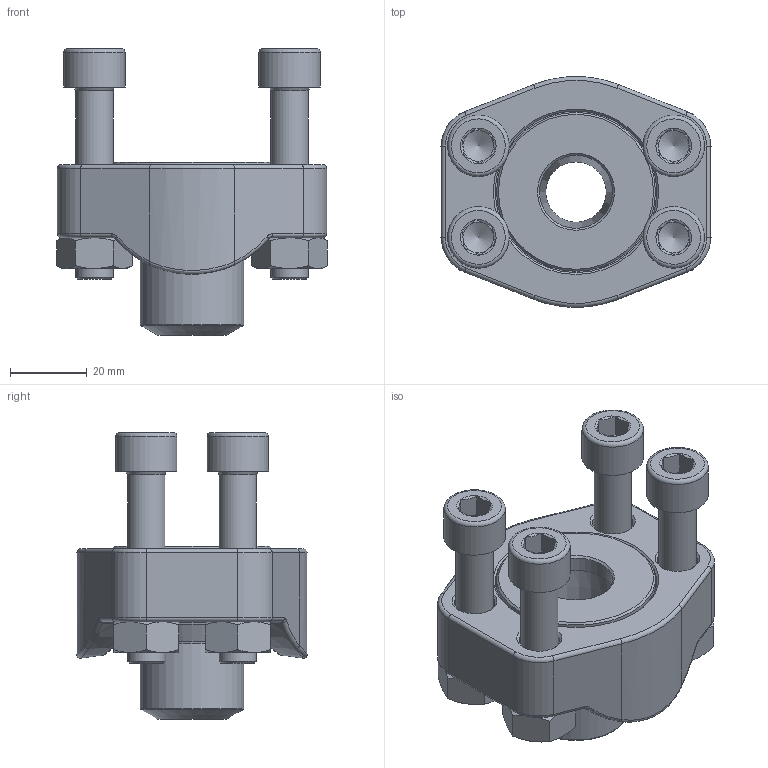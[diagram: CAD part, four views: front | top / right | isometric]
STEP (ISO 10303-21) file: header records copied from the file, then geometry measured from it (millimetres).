
FILE_DESCRIPTION(/* description */ (''),/* implementation_level */ '2;1');
FILE_NAME(/* name */ 'AFG19-620.stp',/* time_stamp */ '2025-01-14T15:05:22+01:00',/* author */ (''),/* organization */ (''),/* preprocessor_version */ 'ST-DEVELOPER v16',/* originating_system */ 'SIEMENS PLM Software NX 10.0',/* authorisation */ '');
FILE_SCHEMA (('AUTOMOTIVE_DESIGN { 1 0 10303 214 3 1 1 1 }'));
Length unit declared in the file: millimetre
Products named in the file (5): X-AFK19-6; X-AFV19-6; X-FM10; X-M10x50I; AFG19-6
Assembly tree (10 placements, depth 2):
  AFG19-6
    X-M10x50I  x4
    X-FM10  x4
    X-AFV19-6
    X-AFK19-6
Bounding box: 70.43 x 59.93 x 74.6 mm (x, y, z)
Volume: 95970.7 mm3; surface area: 36829.1 mm2
Topology: 10 solids, 10 shells, 306 faces, 639 edges, 359 vertices
Faces by surface type: cone 111, plane 104, cylinder 41, torus 36, bspline 12, sphere 2
Full cylindrical faces by diameter (mm): 8.344 x4, 9.732 x4, 10.5 x4, 15.7 x1, 16 x4, 19 x1, 26.9 x1, 31.6 x1, 32.5 x1, 41.3 x1, 42 x1
Entity records: 4628 total; most frequent: CARTESIAN_POINT 1262, DIRECTION 674, ORIENTED_EDGE 544, AXIS2_PLACEMENT_3D 307, EDGE_CURVE 272, EDGE_LOOP 210, VERTEX_POINT 177, CIRCLE 158
